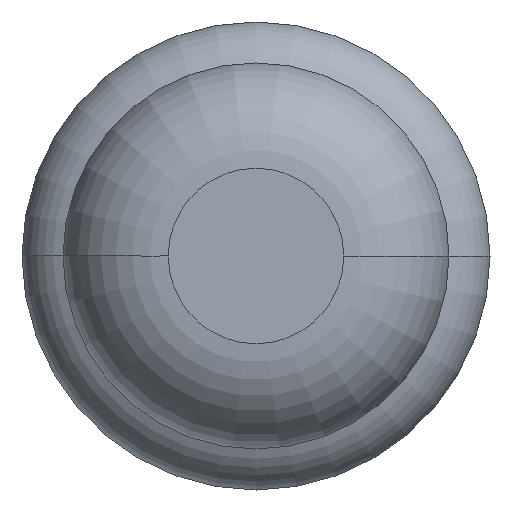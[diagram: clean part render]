
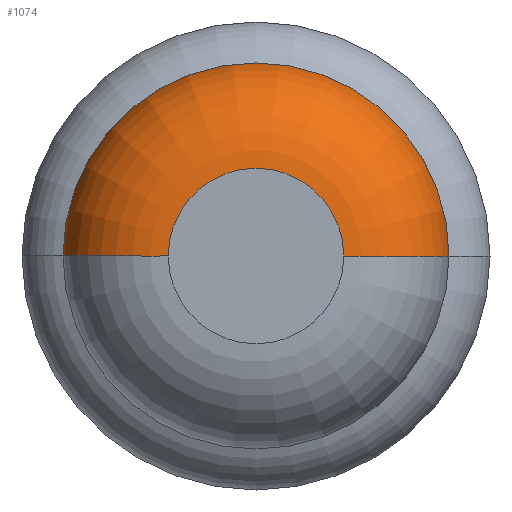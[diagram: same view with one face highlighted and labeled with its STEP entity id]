
A CAD part, front view. The second image highlights one B-rep face of the part: STEP entity #1074.
In plain terms, the highlighted toroidal (fillet/blend) face has major radius 0.375 mm and minor radius 0.45 mm.
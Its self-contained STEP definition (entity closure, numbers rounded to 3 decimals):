
#47 = DIRECTION ( 'NONE',  ( 0., -1., 0. ) ) ;
#99 = VERTEX_POINT ( 'NONE', #2258 ) ;
#127 = CARTESIAN_POINT ( 'NONE',  ( 0.375, -31.55, 0. ) ) ;
#599 = DIRECTION ( 'NONE',  ( 1., 0., 0. ) ) ;
#754 = DIRECTION ( 'NONE',  ( 1., 0., 0. ) ) ;
#769 = ORIENTED_EDGE ( 'NONE', *, *, #4319, .T. ) ;
#803 = EDGE_CURVE ( 'NONE', #99, #3328, #3540, .T. ) ;
#894 = DIRECTION ( 'NONE',  ( 1., 0., 0. ) ) ;
#953 = ORIENTED_EDGE ( 'NONE', *, *, #2556, .F. ) ;
#1074 = ADVANCED_FACE ( 'Defeature ausgef�hrt1_38', ( #2474 ), #2713, .T. ) ;
#1110 = DIRECTION ( 'NONE',  ( 0., -1., 0. ) ) ;
#1259 = CARTESIAN_POINT ( 'NONE',  ( -0.375, -32., 0. ) ) ;
#1593 = EDGE_LOOP ( 'NONE', ( #769, #3093, #953, #3348 ) ) ;
#1605 = DIRECTION ( 'NONE',  ( 0., 0., 1. ) ) ;
#1619 = EDGE_CURVE ( 'NONE', #3222, #4187, #3501, .T. ) ;
#1728 = AXIS2_PLACEMENT_3D ( 'NONE', #4029, #1605, #599 ) ;
#1865 = DIRECTION ( 'NONE',  ( 1., 0., 0. ) ) ;
#1884 = DIRECTION ( 'NONE',  ( 0., 0., -1. ) ) ;
#2172 = CARTESIAN_POINT ( 'NONE',  ( 0., -32., 0. ) ) ;
#2253 = CIRCLE ( 'NONE', #2724, 0.825 ) ;
#2258 = CARTESIAN_POINT ( 'NONE',  ( -0.825, -31.55, 0. ) ) ;
#2318 = CARTESIAN_POINT ( 'NONE',  ( 0.375, -32., 0. ) ) ;
#2474 = FACE_OUTER_BOUND ( 'NONE', #1593, .T. ) ;
#2524 = AXIS2_PLACEMENT_3D ( 'NONE', #127, #1884, #2526 ) ;
#2526 = DIRECTION ( 'NONE',  ( -1., 0., 0. ) ) ;
#2556 = EDGE_CURVE ( 'Defeature ausgef�hrt1_37+Defeature ausgef�hrt1_38+Defeature ausgef�hrt1_38+Defeature ausgef�hrt1_38', #4187, #3328, #4323, .T. ) ;
#2623 = DIRECTION ( 'NONE',  ( 0., -1., 0. ) ) ;
#2713 = TOROIDAL_SURFACE ( 'NONE', #3682, 0.375, 0.45 ) ;
#2724 = AXIS2_PLACEMENT_3D ( 'NONE', #3818, #47, #754 ) ;
#3093 = ORIENTED_EDGE ( 'NONE', *, *, #803, .T. ) ;
#3222 = VERTEX_POINT ( 'NONE', #4290 ) ;
#3328 = VERTEX_POINT ( 'NONE', #1259 ) ;
#3348 = ORIENTED_EDGE ( 'NONE', *, *, #1619, .F. ) ;
#3501 = CIRCLE ( 'NONE', #2524, 0.45 ) ;
#3540 = CIRCLE ( 'NONE', #1728, 0.45 ) ;
#3679 = AXIS2_PLACEMENT_3D ( 'NONE', #2172, #1110, #1865 ) ;
#3682 = AXIS2_PLACEMENT_3D ( 'NONE', #4380, #2623, #894 ) ;
#3818 = CARTESIAN_POINT ( 'NONE',  ( 0., -31.55, 0. ) ) ;
#4029 = CARTESIAN_POINT ( 'NONE',  ( -0.375, -31.55, 0. ) ) ;
#4187 = VERTEX_POINT ( 'NONE', #2318 ) ;
#4290 = CARTESIAN_POINT ( 'NONE',  ( 0.825, -31.55, 0. ) ) ;
#4319 = EDGE_CURVE ( 'Defeature ausgef�hrt1_38+Defeature ausgef�hrt1_39+Defeature ausgef�hrt1_39+Defeature ausgef�hrt1_39', #3222, #99, #2253, .T. ) ;
#4323 = CIRCLE ( 'NONE', #3679, 0.375 ) ;
#4380 = CARTESIAN_POINT ( 'NONE',  ( 0., -31.55, 0. ) ) ;
